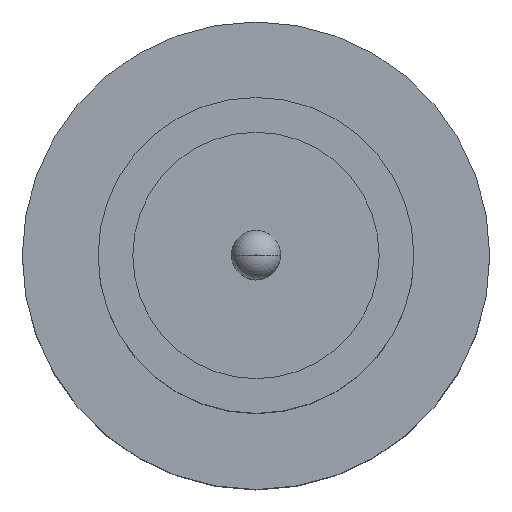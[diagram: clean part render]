
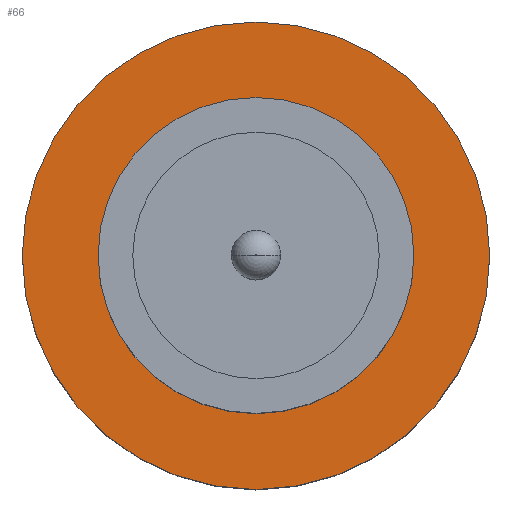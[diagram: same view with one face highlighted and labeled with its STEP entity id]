
A CAD part, top view. The second image highlights one B-rep face of the part: STEP entity #66.
In plain terms, the highlighted planar face has unit normal (0, 0, 1).
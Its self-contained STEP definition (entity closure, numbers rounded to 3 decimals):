
#14 = EDGE_CURVE ( 'NONE', #298, #580, #404, .T. ) ;
#22 = DIRECTION ( 'NONE',  ( 1., 0., 0. ) ) ;
#46 = AXIS2_PLACEMENT_3D ( 'NONE', #128, #131, #312 ) ;
#66 = ADVANCED_FACE ( 'NONE', ( #429, #99 ), #76, .T. ) ;
#74 = EDGE_CURVE ( 'NONE', #644, #136, #332, .T. ) ;
#76 = PLANE ( 'NONE',  #46 ) ;
#97 = DIRECTION ( 'NONE',  ( 1., 0., 0. ) ) ;
#99 = FACE_OUTER_BOUND ( 'NONE', #452, .T. ) ;
#128 = CARTESIAN_POINT ( 'NONE',  ( 0., 0., 1.55 ) ) ;
#131 = DIRECTION ( 'NONE',  ( 0., 0., 1. ) ) ;
#136 = VERTEX_POINT ( 'NONE', #307 ) ;
#166 = EDGE_CURVE ( 'NONE', #136, #644, #518, .T. ) ;
#171 = AXIS2_PLACEMENT_3D ( 'NONE', #553, #743, #509 ) ;
#172 = CARTESIAN_POINT ( 'NONE',  ( 1.25, 0., 1.55 ) ) ;
#180 = ORIENTED_EDGE ( 'NONE', *, *, #793, .F. ) ;
#196 = CARTESIAN_POINT ( 'NONE',  ( 0., 0., 1.55 ) ) ;
#203 = ORIENTED_EDGE ( 'NONE', *, *, #14, .F. ) ;
#267 = AXIS2_PLACEMENT_3D ( 'NONE', #772, #586, #97 ) ;
#298 = VERTEX_POINT ( 'NONE', #172 ) ;
#307 = CARTESIAN_POINT ( 'NONE',  ( -1.85, 0., 1.55 ) ) ;
#312 = DIRECTION ( 'NONE',  ( 1., 0., 0. ) ) ;
#332 = CIRCLE ( 'NONE', #171, 1.85 ) ;
#404 = CIRCLE ( 'NONE', #267, 1.25 ) ;
#411 = CARTESIAN_POINT ( 'NONE',  ( -1.25, 0., 1.55 ) ) ;
#429 = FACE_BOUND ( 'NONE', #785, .T. ) ;
#433 = CARTESIAN_POINT ( 'NONE',  ( 0., 0., 1.55 ) ) ;
#451 = DIRECTION ( 'NONE',  ( 0., 0., 1. ) ) ;
#452 = EDGE_LOOP ( 'NONE', ( #454, #697 ) ) ;
#454 = ORIENTED_EDGE ( 'NONE', *, *, #166, .T. ) ;
#509 = DIRECTION ( 'NONE',  ( 1., 0., 0. ) ) ;
#518 = CIRCLE ( 'NONE', #723, 1.85 ) ;
#524 = AXIS2_PLACEMENT_3D ( 'NONE', #433, #747, #618 ) ;
#553 = CARTESIAN_POINT ( 'NONE',  ( 0., 0., 1.55 ) ) ;
#580 = VERTEX_POINT ( 'NONE', #411 ) ;
#586 = DIRECTION ( 'NONE',  ( 0., 0., 1. ) ) ;
#594 = CIRCLE ( 'NONE', #524, 1.25 ) ;
#618 = DIRECTION ( 'NONE',  ( 1., 0., 0. ) ) ;
#644 = VERTEX_POINT ( 'NONE', #735 ) ;
#697 = ORIENTED_EDGE ( 'NONE', *, *, #74, .T. ) ;
#723 = AXIS2_PLACEMENT_3D ( 'NONE', #196, #451, #22 ) ;
#735 = CARTESIAN_POINT ( 'NONE',  ( 1.85, 0., 1.55 ) ) ;
#743 = DIRECTION ( 'NONE',  ( 0., 0., 1. ) ) ;
#747 = DIRECTION ( 'NONE',  ( 0., 0., 1. ) ) ;
#772 = CARTESIAN_POINT ( 'NONE',  ( 0., 0., 1.55 ) ) ;
#785 = EDGE_LOOP ( 'NONE', ( #203, #180 ) ) ;
#793 = EDGE_CURVE ( 'NONE', #580, #298, #594, .T. ) ;
